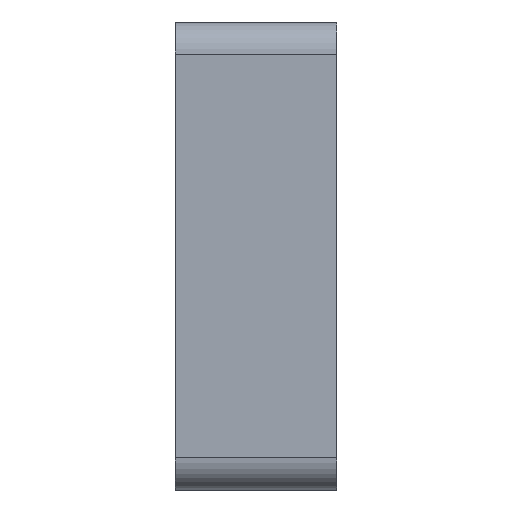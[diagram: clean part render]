
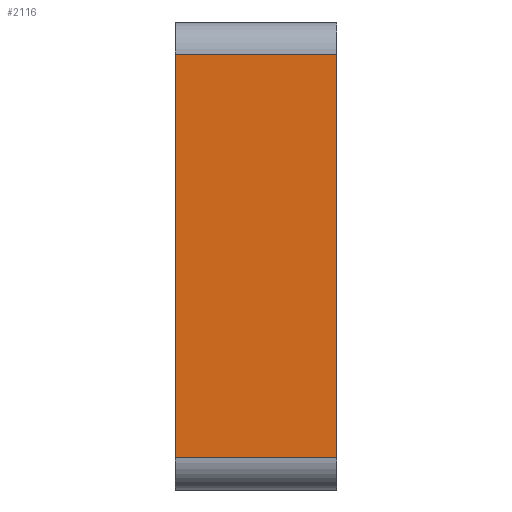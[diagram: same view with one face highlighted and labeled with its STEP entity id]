
A CAD part, front view. The second image highlights one B-rep face of the part: STEP entity #2116.
In plain terms, the highlighted planar face has unit normal (0, -1, 0).
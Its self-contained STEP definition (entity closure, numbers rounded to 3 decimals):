
#37=PLANE('',#2264);
#146=FACE_OUTER_BOUND('',#266,.T.);
#266=EDGE_LOOP('',(#1767,#1768,#1769,#1770));
#620=LINE('',#8828,#720);
#621=LINE('',#8831,#721);
#622=LINE('',#8833,#722);
#623=LINE('',#8834,#723);
#720=VECTOR('',#2602,10.);
#721=VECTOR('',#2605,10.);
#722=VECTOR('',#2606,10.);
#723=VECTOR('',#2607,10.);
#923=VERTEX_POINT('',#8821);
#926=VERTEX_POINT('',#8826);
#927=VERTEX_POINT('',#8830);
#928=VERTEX_POINT('',#8832);
#1230=EDGE_CURVE('',#926,#923,#620,.T.);
#1231=EDGE_CURVE('',#927,#926,#621,.T.);
#1232=EDGE_CURVE('',#928,#927,#622,.T.);
#1233=EDGE_CURVE('',#923,#928,#623,.T.);
#1767=ORIENTED_EDGE('',*,*,#1230,.F.);
#1768=ORIENTED_EDGE('',*,*,#1231,.F.);
#1769=ORIENTED_EDGE('',*,*,#1232,.F.);
#1770=ORIENTED_EDGE('',*,*,#1233,.F.);
#2116=ADVANCED_FACE('',(#146),#37,.T.);
#2264=AXIS2_PLACEMENT_3D('',#8829,#2603,#2604);
#2602=DIRECTION('',(-1.,0.,0.));
#2603=DIRECTION('center_axis',(0.,-1.,0.));
#2604=DIRECTION('ref_axis',(0.,0.,
1.));
#2605=DIRECTION('',(0.,0.,-1.));
#2606=DIRECTION('',(1.,0.,0.));
#2607=DIRECTION('',(0.,0.,1.));
#8821=CARTESIAN_POINT('',(237.045,-24.405,29.363));
#8826=CARTESIAN_POINT('',(247.045,-24.405,29.363));
#8828=CARTESIAN_POINT('',(247.045,-24.405,29.363));
#8829=CARTESIAN_POINT('Origin',(247.045,-24.405,27.363));
#8830=CARTESIAN_POINT('',(247.045,-24.405,54.363));
#8831=CARTESIAN_POINT('',(247.045,-24.405,55.039));
#8832=CARTESIAN_POINT('',(237.045,-24.405,54.363));
#8833=CARTESIAN_POINT('',(247.045,-24.405,54.363));
#8834=CARTESIAN_POINT('',(237.045,-24.405,55.039));
